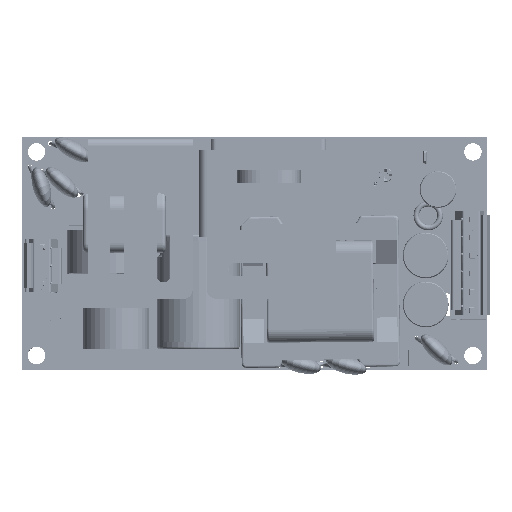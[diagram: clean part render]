
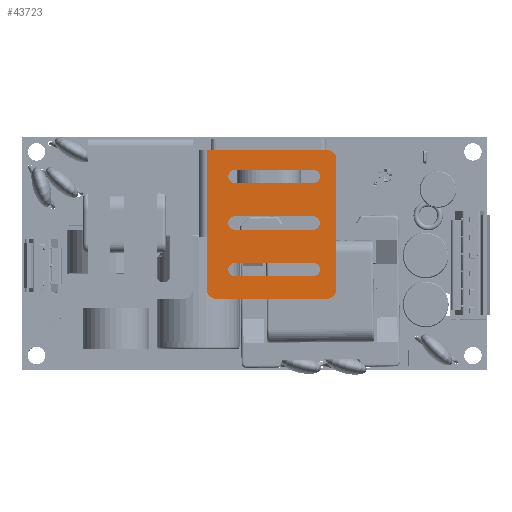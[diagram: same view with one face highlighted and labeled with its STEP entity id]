
A CAD part, top view. The second image highlights one B-rep face of the part: STEP entity #43723.
In plain terms, the highlighted face is planar.
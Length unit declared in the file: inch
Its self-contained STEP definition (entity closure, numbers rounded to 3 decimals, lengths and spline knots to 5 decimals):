
#42486=DIRECTION('',(0.,0.,1.));
#42487=VECTOR('',#42486,0.74646);
#42488=CARTESIAN_POINT('',(0.52,0.48425,0.1));
#42489=LINE('',#42488,#42487);
#42504=DIRECTION('',(1.,0.,0.));
#42505=VECTOR('',#42504,0.66929);
#42506=CARTESIAN_POINT('',(0.76481,0.48425,
1.0689));
#42507=LINE('',#42506,#42505);
#42508=CARTESIAN_POINT('',(0.76481,0.48425,
1.12795));
#42509=DIRECTION('',(0.,1.,0.));
#42510=DIRECTION('',(0.,0.,-1.));
#42511=AXIS2_PLACEMENT_3D('',#42508,#42509,#42510);
#42513=DIRECTION('',(-1.,0.,0.));
#42514=VECTOR('',#42513,0.66929);
#42515=CARTESIAN_POINT('',(1.4341,0.48425,
1.18701));
#42516=LINE('',#42515,#42514);
#42517=CARTESIAN_POINT('',(1.4341,0.48425,
1.12795));
#42518=DIRECTION('',(0.,1.,0.));
#42519=DIRECTION('',(0.,0.,1.));
#42520=AXIS2_PLACEMENT_3D('',#42517,#42518,#42519);
#42522=DIRECTION('',(1.,0.,0.));
#42523=VECTOR('',#42522,0.66929);
#42524=CARTESIAN_POINT('',(0.76481,0.48425,
0.6689));
#42525=LINE('',#42524,#42523);
#42526=CARTESIAN_POINT('',(0.76481,0.48425,
0.72795));
#42527=DIRECTION('',(0.,1.,0.));
#42528=DIRECTION('',(0.,0.,-1.));
#42529=AXIS2_PLACEMENT_3D('',#42526,#42527,#42528);
#42531=DIRECTION('',(-1.,0.,0.));
#42532=VECTOR('',#42531,0.66929);
#42533=CARTESIAN_POINT('',(1.4341,0.48425,
0.78701));
#42534=LINE('',#42533,#42532);
#42535=CARTESIAN_POINT('',(1.4341,0.48425,
0.72795));
#42536=DIRECTION('',(0.,1.,0.));
#42537=DIRECTION('',(0.,0.,1.));
#42538=AXIS2_PLACEMENT_3D('',#42535,#42536,#42537);
#42540=DIRECTION('',(1.,0.,0.));
#42541=VECTOR('',#42540,0.66929);
#42542=CARTESIAN_POINT('',(0.76481,0.48425,
0.2689));
#42543=LINE('',#42542,#42541);
#42544=CARTESIAN_POINT('',(0.76481,0.48425,
0.32795));
#42545=DIRECTION('',(0.,1.,0.));
#42546=DIRECTION('',(0.,0.,-1.));
#42547=AXIS2_PLACEMENT_3D('',#42544,#42545,#42546);
#42549=DIRECTION('',(-1.,0.,0.));
#42550=VECTOR('',#42549,0.66929);
#42551=CARTESIAN_POINT('',(1.4341,0.48425,
0.38701));
#42552=LINE('',#42551,#42550);
#42553=CARTESIAN_POINT('',(1.4341,0.48425,
0.32795));
#42554=DIRECTION('',(0.,1.,0.));
#42555=DIRECTION('',(0.,0.,1.));
#42556=AXIS2_PLACEMENT_3D('',#42553,#42554,#42555);
#42558=CARTESIAN_POINT('',(1.5541,0.48425,0.18));
#42559=DIRECTION('',(0.,1.,0.));
#42560=DIRECTION('',(1.,0.,0.));
#42561=AXIS2_PLACEMENT_3D('',#42558,#42559,#42560);
#42563=CARTESIAN_POINT('',(1.5541,0.48425,
1.29795));
#42564=DIRECTION('',(0.,1.,0.));
#42565=DIRECTION('',(0.,0.,1.));
#42566=AXIS2_PLACEMENT_3D('',#42563,#42564,#42565);
#42568=DIRECTION('',(1.,0.,0.));
#42569=VECTOR('',#42568,0.9541);
#42570=CARTESIAN_POINT('',(0.6,0.48425,1.37795));
#42571=LINE('',#42570,#42569);
#42572=CARTESIAN_POINT('',(0.6,0.48425,1.29795));
#42573=DIRECTION('',(0.,1.,0.));
#42574=DIRECTION('',(-1.,0.,0.));
#42575=AXIS2_PLACEMENT_3D('',#42572,#42573,#42574);
#42577=DIRECTION('',(0.,0.,1.));
#42578=VECTOR('',#42577,0.4515);
#42579=CARTESIAN_POINT('',(0.52,0.48425,0.84646));
#42580=LINE('',#42579,#42578);
#42581=DIRECTION('',(-1.,0.,0.));
#42582=VECTOR('',#42581,1.0341);
#42583=CARTESIAN_POINT('',(1.5541,0.48425,0.1));
#42584=LINE('',#42583,#42582);
#42734=DIRECTION('',(0.,0.,-1.));
#42735=VECTOR('',#42734,1.11795);
#42736=CARTESIAN_POINT('',(1.6341,0.48425,
1.29795));
#42737=LINE('',#42736,#42735);
#43250=CARTESIAN_POINT('',(0.52,0.48425,0.1));
#43251=CARTESIAN_POINT('',(0.52,0.48425,0.84646));
#43252=VERTEX_POINT('',#43250);
#43253=VERTEX_POINT('',#43251);
#43266=CARTESIAN_POINT('',(1.6341,0.48425,0.18));
#43267=CARTESIAN_POINT('',(1.5541,0.48425,0.1));
#43268=VERTEX_POINT('',#43266);
#43269=VERTEX_POINT('',#43267);
#43342=CARTESIAN_POINT('',(0.76481,0.48425,
1.0689));
#43343=CARTESIAN_POINT('',(1.4341,0.48425,
1.0689));
#43344=VERTEX_POINT('',#43342);
#43345=VERTEX_POINT('',#43343);
#43346=CARTESIAN_POINT('',(1.4341,0.48425,
1.18701));
#43347=VERTEX_POINT('',#43346);
#43348=CARTESIAN_POINT('',(0.76481,0.48425,
1.18701));
#43349=VERTEX_POINT('',#43348);
#43350=CARTESIAN_POINT('',(1.5541,0.48425,
1.37795));
#43351=CARTESIAN_POINT('',(1.6341,0.48425,
1.29795));
#43352=VERTEX_POINT('',#43350);
#43353=VERTEX_POINT('',#43351);
#43358=CARTESIAN_POINT('',(0.52,0.48425,1.29795));
#43359=CARTESIAN_POINT('',(0.6,0.48425,1.37795));
#43360=VERTEX_POINT('',#43358);
#43361=VERTEX_POINT('',#43359);
#43390=CARTESIAN_POINT('',(0.76481,0.48425,
0.6689));
#43391=CARTESIAN_POINT('',(1.4341,0.48425,
0.6689));
#43392=VERTEX_POINT('',#43390);
#43393=VERTEX_POINT('',#43391);
#43394=CARTESIAN_POINT('',(1.4341,0.48425,
0.78701));
#43395=VERTEX_POINT('',#43394);
#43396=CARTESIAN_POINT('',(0.76481,0.48425,
0.78701));
#43397=VERTEX_POINT('',#43396);
#43406=CARTESIAN_POINT('',(0.76481,0.48425,
0.2689));
#43407=CARTESIAN_POINT('',(1.4341,0.48425,
0.2689));
#43408=VERTEX_POINT('',#43406);
#43409=VERTEX_POINT('',#43407);
#43410=CARTESIAN_POINT('',(1.4341,0.48425,
0.38701));
#43411=VERTEX_POINT('',#43410);
#43412=CARTESIAN_POINT('',(0.76481,0.48425,
0.38701));
#43413=VERTEX_POINT('',#43412);
#43671=CARTESIAN_POINT('',(0.453,0.48425,0.84646));
#43672=DIRECTION('',(0.,1.,0.));
#43673=DIRECTION('',(0.,0.,1.));
#43674=AXIS2_PLACEMENT_3D('',#43671,#43672,#43673);
#43675=PLANE('',#43674);
#43677=ORIENTED_EDGE('',*,*,#43676,.F.);
#43679=ORIENTED_EDGE('',*,*,#43678,.F.);
#43681=ORIENTED_EDGE('',*,*,#43680,.F.);
#43683=ORIENTED_EDGE('',*,*,#43682,.F.);
#43685=ORIENTED_EDGE('',*,*,#43684,.F.);
#43687=ORIENTED_EDGE('',*,*,#43686,.F.);
#43688=ORIENTED_EDGE('',*,*,#43661,.F.);
#43690=ORIENTED_EDGE('',*,*,#43689,.F.);
#43691=EDGE_LOOP('',(#43677,#43679,#43681,#43683,#43685,#43687,#43688,#43690));
#43692=FACE_OUTER_BOUND('',#43691,.F.);
#43694=ORIENTED_EDGE('',*,*,#43693,.F.);
#43696=ORIENTED_EDGE('',*,*,#43695,.T.);
#43698=ORIENTED_EDGE('',*,*,#43697,.F.);
#43700=ORIENTED_EDGE('',*,*,#43699,.T.);
#43701=EDGE_LOOP('',(#43694,#43696,#43698,#43700));
#43702=FACE_BOUND('',#43701,.F.);
#43704=ORIENTED_EDGE('',*,*,#43703,.F.);
#43706=ORIENTED_EDGE('',*,*,#43705,.T.);
#43708=ORIENTED_EDGE('',*,*,#43707,.F.);
#43710=ORIENTED_EDGE('',*,*,#43709,.T.);
#43711=EDGE_LOOP('',(#43704,#43706,#43708,#43710));
#43712=FACE_BOUND('',#43711,.F.);
#43714=ORIENTED_EDGE('',*,*,#43713,.F.);
#43716=ORIENTED_EDGE('',*,*,#43715,.T.);
#43718=ORIENTED_EDGE('',*,*,#43717,.F.);
#43720=ORIENTED_EDGE('',*,*,#43719,.T.);
#43721=EDGE_LOOP('',(#43714,#43716,#43718,#43720));
#43722=FACE_BOUND('',#43721,.F.);
#43723=ADVANCED_FACE('',(#43692,#43702,#43712,#43722),#43675,.T.);
#42512=CIRCLE('',#42511,0.05906);
#42521=CIRCLE('',#42520,0.05906);
#42530=CIRCLE('',#42529,0.05906);
#42539=CIRCLE('',#42538,0.05906);
#42548=CIRCLE('',#42547,0.05906);
#42557=CIRCLE('',#42556,0.05906);
#42562=CIRCLE('',#42561,0.08);
#42567=CIRCLE('',#42566,0.08);
#42576=CIRCLE('',#42575,0.08);
#43661=EDGE_CURVE('',#43252,#43253,#42489,.T.);
#43676=EDGE_CURVE('',#43268,#43269,#42562,.T.);
#43678=EDGE_CURVE('',#43353,#43268,#42737,.T.);
#43680=EDGE_CURVE('',#43352,#43353,#42567,.T.);
#43682=EDGE_CURVE('',#43361,#43352,#42571,.T.);
#43684=EDGE_CURVE('',#43360,#43361,#42576,.T.);
#43686=EDGE_CURVE('',#43253,#43360,#42580,.T.);
#43689=EDGE_CURVE('',#43269,#43252,#42584,.T.);
#43693=EDGE_CURVE('',#43392,#43393,#42525,.T.);
#43695=EDGE_CURVE('',#43392,#43397,#42530,.T.);
#43697=EDGE_CURVE('',#43395,#43397,#42534,.T.);
#43699=EDGE_CURVE('',#43395,#43393,#42539,.T.);
#43703=EDGE_CURVE('',#43408,#43409,#42543,.T.);
#43705=EDGE_CURVE('',#43408,#43413,#42548,.T.);
#43707=EDGE_CURVE('',#43411,#43413,#42552,.T.);
#43709=EDGE_CURVE('',#43411,#43409,#42557,.T.);
#43713=EDGE_CURVE('',#43344,#43345,#42507,.T.);
#43715=EDGE_CURVE('',#43344,#43349,#42512,.T.);
#43717=EDGE_CURVE('',#43347,#43349,#42516,.T.);
#43719=EDGE_CURVE('',#43347,#43345,#42521,.T.);
